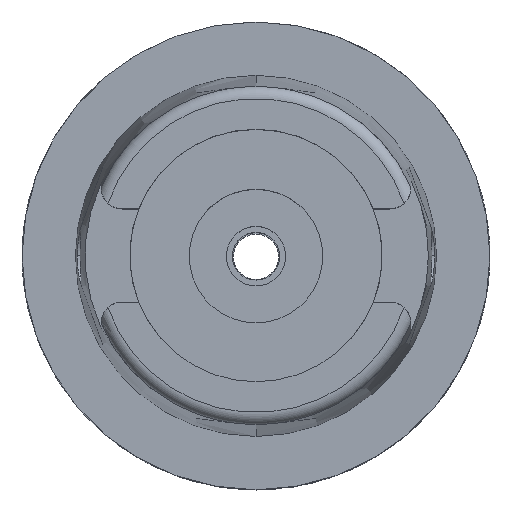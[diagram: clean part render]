
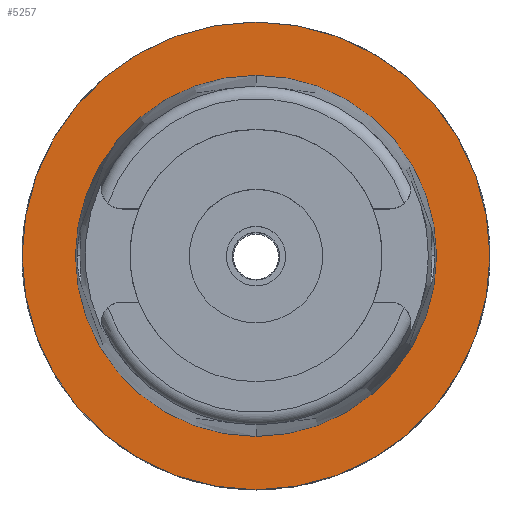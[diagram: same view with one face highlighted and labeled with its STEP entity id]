
A CAD part, top view. The second image highlights one B-rep face of the part: STEP entity #5257.
In plain terms, the highlighted planar face has unit normal (0, 0, 1).
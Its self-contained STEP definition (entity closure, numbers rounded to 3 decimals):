
#267 = EDGE_CURVE ( 'NONE', #4974, #5223, #1328, .T. ) ;
#457 = DIRECTION ( 'NONE',  ( 1., 0., 0. ) ) ;
#539 = CARTESIAN_POINT ( 'NONE',  ( 0., 0., 0. ) ) ;
#643 = CARTESIAN_POINT ( 'NONE',  ( 0., 0., 0. ) ) ;
#799 = CARTESIAN_POINT ( 'NONE',  ( 0., 31.5, 0. ) ) ;
#809 = VERTEX_POINT ( 'NONE', #2963 ) ;
#1237 = CARTESIAN_POINT ( 'NONE',  ( 0., -31.5, 0. ) ) ;
#1328 = CIRCLE ( 'NONE', #3477, 31.5 ) ;
#1681 = ORIENTED_EDGE ( 'NONE', *, *, #3505, .F. ) ;
#1725 = DIRECTION ( 'NONE',  ( 0., 1., 0. ) ) ;
#1851 = VERTEX_POINT ( 'NONE', #2541 ) ;
#1978 = AXIS2_PLACEMENT_3D ( 'NONE', #3338, #2180, #1725 ) ;
#2033 = ORIENTED_EDGE ( 'NONE', *, *, #267, .F. ) ;
#2111 = FACE_OUTER_BOUND ( 'NONE', #2906, .T. ) ;
#2112 = CIRCLE ( 'NONE', #4560, 24.315 ) ;
#2137 = DIRECTION ( 'NONE',  ( 0., 0., -1. ) ) ;
#2148 = EDGE_LOOP ( 'NONE', ( #3870, #3963 ) ) ;
#2169 = CARTESIAN_POINT ( 'NONE',  ( 0., 0., 0. ) ) ;
#2180 = DIRECTION ( 'NONE',  ( 0., 0., 1. ) ) ;
#2333 = AXIS2_PLACEMENT_3D ( 'NONE', #3776, #2137, #3749 ) ;
#2541 = CARTESIAN_POINT ( 'NONE',  ( 0., 24.315, 0. ) ) ;
#2906 = EDGE_LOOP ( 'NONE', ( #2033, #1681 ) ) ;
#2963 = CARTESIAN_POINT ( 'NONE',  ( 0., -24.315, 0. ) ) ;
#3149 = CIRCLE ( 'NONE', #2333, 31.5 ) ;
#3338 = CARTESIAN_POINT ( 'NONE',  ( 0., 0., 0. ) ) ;
#3434 = FACE_BOUND ( 'NONE', #2148, .T. ) ;
#3477 = AXIS2_PLACEMENT_3D ( 'NONE', #643, #4421, #3964 ) ;
#3505 = EDGE_CURVE ( 'NONE', #5223, #4974, #3149, .T. ) ;
#3547 = DIRECTION ( 'NONE',  ( 0., 0., 1. ) ) ;
#3629 = AXIS2_PLACEMENT_3D ( 'NONE', #2169, #4300, #457 ) ;
#3749 = DIRECTION ( 'NONE',  ( 0., -1., 0. ) ) ;
#3776 = CARTESIAN_POINT ( 'NONE',  ( 0., 0., 0. ) ) ;
#3870 = ORIENTED_EDGE ( 'NONE', *, *, #3924, .F. ) ;
#3924 = EDGE_CURVE ( 'NONE', #1851, #809, #4426, .T. ) ;
#3963 = ORIENTED_EDGE ( 'NONE', *, *, #4673, .F. ) ;
#3964 = DIRECTION ( 'NONE',  ( 0., 1., 0. ) ) ;
#4300 = DIRECTION ( 'NONE',  ( 0., 0., 1. ) ) ;
#4326 = PLANE ( 'NONE',  #3629 ) ;
#4421 = DIRECTION ( 'NONE',  ( 0., 0., -1. ) ) ;
#4426 = CIRCLE ( 'NONE', #1978, 24.315 ) ;
#4560 = AXIS2_PLACEMENT_3D ( 'NONE', #539, #3547, #5269 ) ;
#4673 = EDGE_CURVE ( 'NONE', #809, #1851, #2112, .T. ) ;
#4974 = VERTEX_POINT ( 'NONE', #799 ) ;
#5223 = VERTEX_POINT ( 'NONE', #1237 ) ;
#5257 = ADVANCED_FACE ( 'NONE', ( #2111, #3434 ), #4326, .T. ) ;
#5269 = DIRECTION ( 'NONE',  ( 0., -1., 0. ) ) ;
